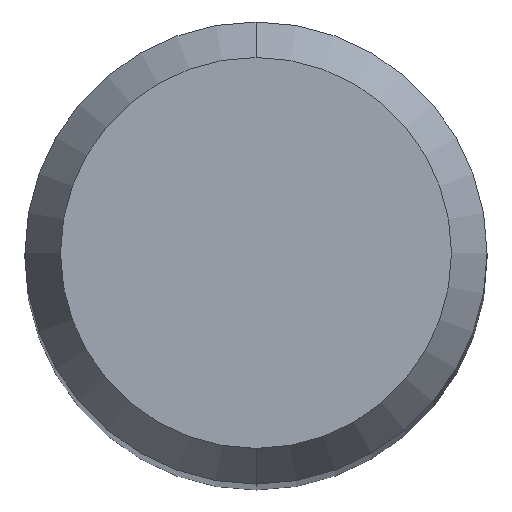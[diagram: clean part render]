
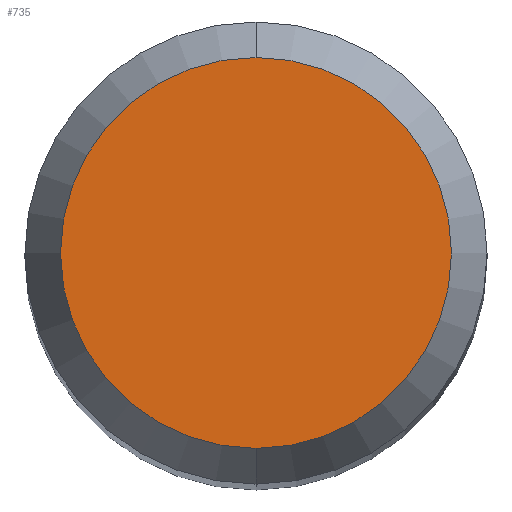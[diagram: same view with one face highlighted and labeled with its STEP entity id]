
A CAD part, top view. The second image highlights one B-rep face of the part: STEP entity #735.
In plain terms, the highlighted planar face has unit normal (0, 0, 1).
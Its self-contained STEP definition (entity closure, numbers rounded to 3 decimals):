
#735=ADVANCED_FACE('',(#1683),#1684,.T.);
#841=EDGE_CURVE('',#867,#1333,#1800,.T.);
#867=VERTEX_POINT('',#1828);
#1221=EDGE_CURVE('',#1333,#867,#2209,.T.);
#1333=VERTEX_POINT('',#2331);
#1683=FACE_OUTER_BOUND('',#4893,.T.);
#1684=PLANE('',#4894);
#1800=CIRCLE('',#5629,2.538);
#1828=CARTESIAN_POINT('',(0.,-2.538,0.0));
#2209=CIRCLE('',#8750,2.538);
#2331=CARTESIAN_POINT('',(0.0,2.538,0.0));
#4893=EDGE_LOOP('',(#10304,#10305));
#4894=AXIS2_PLACEMENT_3D('',#10306,#10307,#10308);
#5629=AXIS2_PLACEMENT_3D('',#10432,#10433,#10434);
#8750=AXIS2_PLACEMENT_3D('',#10866,#10867,#10868);
#10304=ORIENTED_EDGE('',*,*,#1221,.F.);
#10305=ORIENTED_EDGE('',*,*,#841,.F.);
#10306=CARTESIAN_POINT('',(0.0,1.269,0.0));
#10307=DIRECTION('',(-0.0,0.0,1.0));
#10308=DIRECTION('',(0.0,-1.0,0.0));
#10432=CARTESIAN_POINT('',(0.0,0.0,0.0));
#10433=DIRECTION('',(0.0,0.0,-1.0));
#10434=DIRECTION('',(0.0,1.0,0.0));
#10866=CARTESIAN_POINT('',(0.0,0.0,0.0));
#10867=DIRECTION('',(0.0,0.0,-1.0));
#10868=DIRECTION('',(0.0,1.0,0.0));
